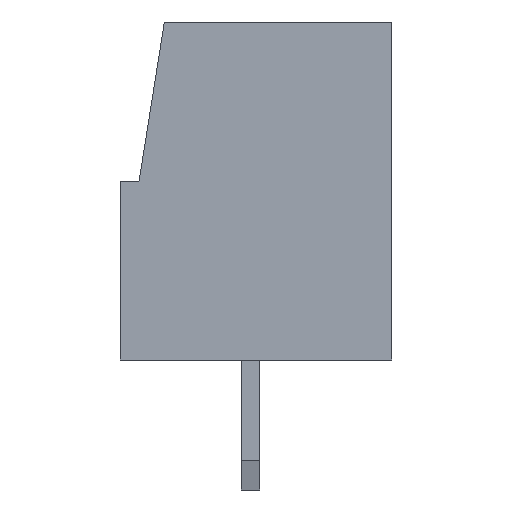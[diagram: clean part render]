
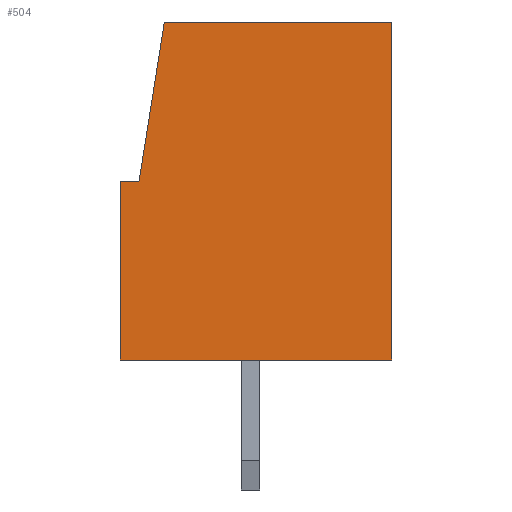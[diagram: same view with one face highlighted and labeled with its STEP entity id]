
A CAD part, left-side view. The second image highlights one B-rep face of the part: STEP entity #504.
In plain terms, the highlighted planar face has unit normal (-1, 0, 0).
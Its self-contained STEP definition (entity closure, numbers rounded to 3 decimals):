
#504 = ADVANCED_FACE( '', ( #1026 ), #1027, .F. );
#1026 = FACE_OUTER_BOUND( '', #1586, .T. );
#1027 = PLANE( '', #1587 );
#1586 = EDGE_LOOP( '', ( #2850, #2851, #2852, #2853, #2854, #2855 ) );
#1587 = AXIS2_PLACEMENT_3D( '', #2856, #2857, #2858 );
#2850 = ORIENTED_EDGE( '', *, *, #3836, .T. );
#2851 = ORIENTED_EDGE( '', *, *, #3977, .T. );
#2852 = ORIENTED_EDGE( '', *, *, #3867, .T. );
#2853 = ORIENTED_EDGE( '', *, *, #3586, .T. );
#2854 = ORIENTED_EDGE( '', *, *, #3926, .T. );
#2855 = ORIENTED_EDGE( '', *, *, #3666, .T. );
#2856 = CARTESIAN_POINT( '', ( -1.905, -8.03, -3.632 ) );
#2857 = DIRECTION( '', ( 1., 0., 0. ) );
#2858 = DIRECTION( '', ( 0., 0., 1. ) );
#3586 = EDGE_CURVE( '', #4336, #4340, #4342, .T. );
#3666 = EDGE_CURVE( '', #4478, #4479, #4480, .T. );
#3836 = EDGE_CURVE( '', #4479, #4746, #4747, .T. );
#3867 = EDGE_CURVE( '', #4787, #4336, #4788, .T. );
#3926 = EDGE_CURVE( '', #4340, #4478, #4868, .T. );
#3977 = EDGE_CURVE( '', #4746, #4787, #4928, .T. );
#4336 = VERTEX_POINT( '', #5405 );
#4340 = VERTEX_POINT( '', #5411 );
#4342 = LINE( '', #5414, #5415 );
#4478 = VERTEX_POINT( '', #5618 );
#4479 = VERTEX_POINT( '', #5619 );
#4480 = LINE( '', #5620, #5621 );
#4746 = VERTEX_POINT( '', #6011 );
#4747 = LINE( '', #6012, #6013 );
#4787 = VERTEX_POINT( '', #6074 );
#4788 = LINE( '', #6075, #6076 );
#4868 = LINE( '', #6197, #6198 );
#4928 = LINE( '', #6291, #6292 );
#5405 = CARTESIAN_POINT( '', ( -1.905, -0.5, 4.8 ) );
#5411 = CARTESIAN_POINT( '', ( -1.905, 0., 4.8 ) );
#5414 = CARTESIAN_POINT( '', ( -1.905, -3.5, 4.8 ) );
#5415 = VECTOR( '', #6657, 1000. );
#5618 = CARTESIAN_POINT( '', ( -1.905, 0., 0. ) );
#5619 = CARTESIAN_POINT( '', ( -1.905, -7.3, 0. ) );
#5620 = CARTESIAN_POINT( '', ( -1.905, -3.5, 0. ) );
#5621 = VECTOR( '', #6725, 1000. );
#6011 = CARTESIAN_POINT( '', ( -1.905, -7.3, 9.1 ) );
#6012 = CARTESIAN_POINT( '', ( -1.905, -7.3, 0. ) );
#6013 = VECTOR( '', #6895, 1000. );
#6074 = CARTESIAN_POINT( '', ( -1.905, -1.181, 9.1 ) );
#6075 = CARTESIAN_POINT( '', ( -1.905, 0.26, 0. ) );
#6076 = VECTOR( '', #6917, 1000. );
#6197 = CARTESIAN_POINT( '', ( -1.905, 0., 0. ) );
#6198 = VECTOR( '', #6959, 1000. );
#6291 = CARTESIAN_POINT( '', ( -1.905, -3.5, 9.1 ) );
#6292 = VECTOR( '', #6993, 1000. );
#6657 = DIRECTION( '', ( 0., 1., 0. ) );
#6725 = DIRECTION( '', ( 0., -1., 0. ) );
#6895 = DIRECTION( '', ( 0., 0., 1. ) );
#6917 = DIRECTION( '', ( 0., 0.156, -0.988 ) );
#6959 = DIRECTION( '', ( 0., 0., -1. ) );
#6993 = DIRECTION( '', ( 0., 1., 0. ) );
